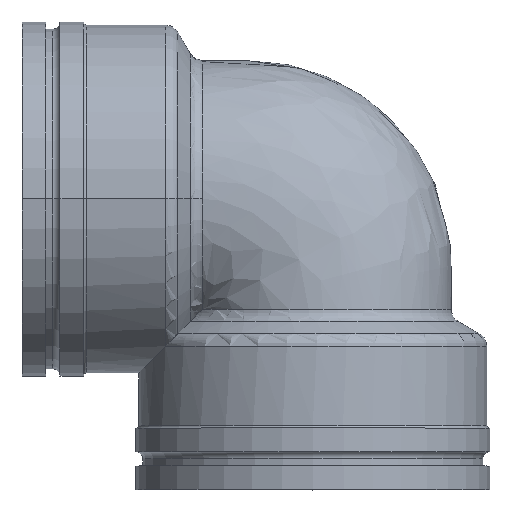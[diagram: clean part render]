
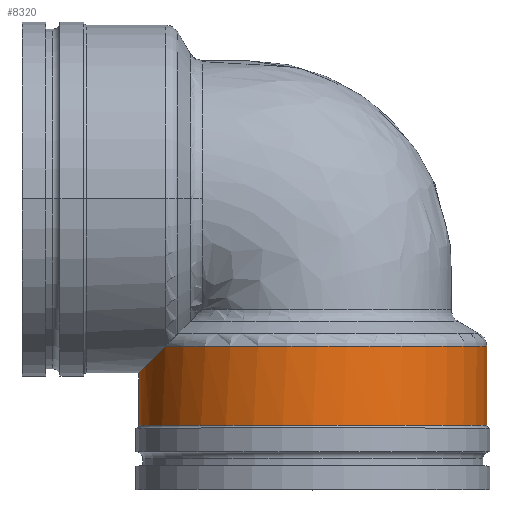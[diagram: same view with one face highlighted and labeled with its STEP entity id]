
A CAD part, top view. The second image highlights one B-rep face of the part: STEP entity #8320.
In plain terms, the highlighted cylindrical face has radius 36.797 mm (diameter 73.593 mm), a partial arc.
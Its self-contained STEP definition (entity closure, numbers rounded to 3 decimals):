
#456 =( BOUNDED_CURVE ( )  B_SPLINE_CURVE ( 3, ( #4641, #4648, #4649, #4650 ),
 .UNSPECIFIED., .F., .T. ) 
 B_SPLINE_CURVE_WITH_KNOTS ( ( 4, 4 ),
 ( 2.581, 3.142 ),
 .UNSPECIFIED. ) 
 CURVE ( )  GEOMETRIC_REPRESENTATION_ITEM ( )  RATIONAL_B_SPLINE_CURVE ( ( 1., 0.974, 0.974, 1. ) ) 
 REPRESENTATION_ITEM ( '' )  );
#1593 = CARTESIAN_POINT ( 'NONE',  ( 35.707, -46.801, 0. ) ) ;
#1599 = CARTESIAN_POINT ( 'NONE',  ( -37.887, -46.801, 0. ) ) ;
#1615 = CARTESIAN_POINT ( 'NONE',  ( -37.887, -35.707, 0. ) ) ;
#1709 = CARTESIAN_POINT ( 'NONE',  ( -32.251, -30.071, 19.57 ) ) ;
#1728 = VERTEX_POINT ( 'NONE', #1869 ) ;
#1783 = VERTEX_POINT ( 'NONE', #1593 ) ;
#1789 = VERTEX_POINT ( 'NONE', #1599 ) ;
#1814 = EDGE_LOOP ( 'NONE', ( #7827, #7828, #7829, #7830, #7831 ) ) ;
#1869 = CARTESIAN_POINT ( 'NONE',  ( 35.707, -30.071, 0. ) ) ;
#3621 = VERTEX_POINT ( 'NONE', #1615 ) ;
#4635 = CARTESIAN_POINT ( 'NONE',  ( -37.887, 1.09, 0. ) ) ;
#4639 = LINE ( 'NONE', #4635, #5213 ) ;
#4641 = CARTESIAN_POINT ( 'NONE',  ( -32.251, -30.071, 19.57 ) ) ;
#4645 = DIRECTION ( 'NONE',  ( 0., 1., 0. ) ) ;
#4646 = LINE ( 'NONE', #4647, #5220 ) ;
#4647 = CARTESIAN_POINT ( 'NONE',  ( 35.707, 1.09, 0. ) ) ;
#4648 = CARTESIAN_POINT ( 'NONE',  ( -35.958, -33.778, 13.667 ) ) ;
#4649 = CARTESIAN_POINT ( 'NONE',  ( -37.887, -35.707, 6.97 ) ) ;
#4650 = CARTESIAN_POINT ( 'NONE',  ( -37.887, -35.707, 0. ) ) ;
#4653 = CARTESIAN_POINT ( 'NONE',  ( -1.09, -30.071, 0. ) ) ;
#4654 = DIRECTION ( 'NONE',  ( 0., 1., 0. ) ) ;
#4655 = DIRECTION ( 'NONE',  ( -1., 0., 0. ) ) ;
#4656 = DIRECTION ( 'NONE',  ( 0., 1., 0. ) ) ;
#4659 = CARTESIAN_POINT ( 'NONE',  ( -1.09, -46.801, 0. ) ) ;
#4660 = DIRECTION ( 'NONE',  ( 0., 1., 0. ) ) ;
#4661 = DIRECTION ( 'NONE',  ( -1., 0., 0. ) ) ;
#4836 = AXIS2_PLACEMENT_3D ( 'NONE', #9672, #9668, #9675 ) ;
#5211 = CIRCLE ( 'NONE', #5222, 36.797 ) ;
#5213 = VECTOR ( 'NONE', #4645, 1000. ) ;
#5220 = VECTOR ( 'NONE', #4656, 1000. ) ;
#5222 = AXIS2_PLACEMENT_3D ( 'NONE', #4653, #4654, #4655 ) ;
#5223 = CIRCLE ( 'NONE', #5227, 36.797 ) ;
#5227 = AXIS2_PLACEMENT_3D ( 'NONE', #4659, #4660, #4661 ) ;
#7827 = ORIENTED_EDGE ( 'NONE', *, *, #8866, .T. ) ;
#7828 = ORIENTED_EDGE ( 'NONE', *, *, #8865, .T. ) ;
#7829 = ORIENTED_EDGE ( 'NONE', *, *, #8864, .F. ) ;
#7830 = ORIENTED_EDGE ( 'NONE', *, *, #8863, .T. ) ;
#7831 = ORIENTED_EDGE ( 'NONE', *, *, #8862, .F. ) ;
#7869 = VERTEX_POINT ( 'NONE', #1709 ) ;
#8320 = ADVANCED_FACE ( 'NONE', ( #9671 ), #9674, .T. ) ;
#8862 = EDGE_CURVE ( 'NONE', #1789, #3621, #4639, .T. ) ;
#8863 = EDGE_CURVE ( 'NONE', #7869, #3621, #456, .T. ) ;
#8864 = EDGE_CURVE ( 'NONE', #7869, #1728, #5211, .T. ) ;
#8865 = EDGE_CURVE ( 'NONE', #1783, #1728, #4646, .T. ) ;
#8866 = EDGE_CURVE ( 'NONE', #1789, #1783, #5223, .T. ) ;
#9668 = DIRECTION ( 'NONE',  ( 0., 1., 0. ) ) ;
#9671 = FACE_OUTER_BOUND ( 'NONE', #1814, .T. ) ;
#9672 = CARTESIAN_POINT ( 'NONE',  ( -1.09, 1.09, 0. ) ) ;
#9674 = CYLINDRICAL_SURFACE ( 'NONE', #4836, 36.797 ) ;
#9675 = DIRECTION ( 'NONE',  ( -1., 0., 0. ) ) ;
